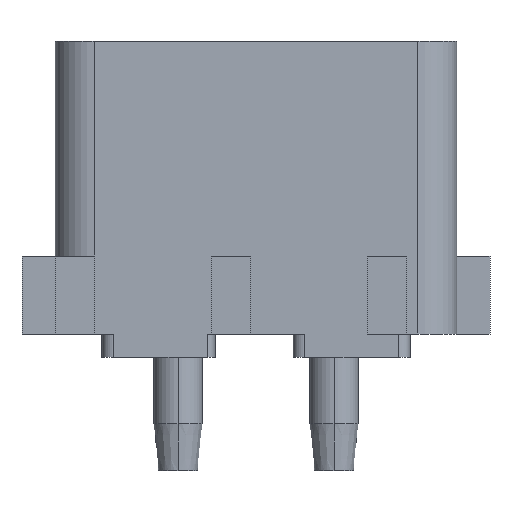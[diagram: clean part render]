
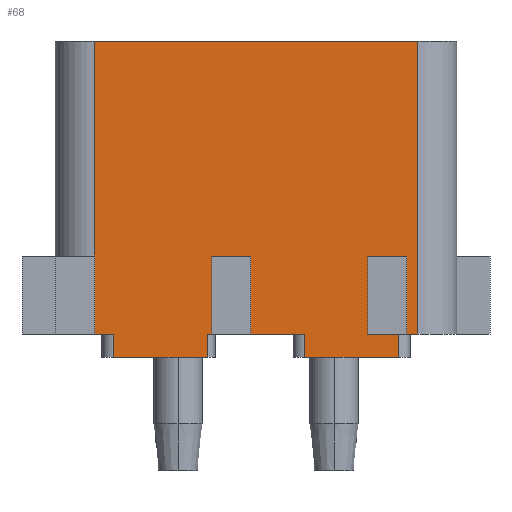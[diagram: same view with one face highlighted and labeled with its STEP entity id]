
A CAD part, front view. The second image highlights one B-rep face of the part: STEP entity #68.
In plain terms, the highlighted planar face has unit normal (0, -1, 0).
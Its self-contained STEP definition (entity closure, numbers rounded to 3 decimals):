
#68=ADVANCED_FACE('',(#214),#215,.T.);
#214=FACE_OUTER_BOUND('',#468,.T.);
#215=PLANE('',#469);
#468=EDGE_LOOP('',(#1033,#1034,#1035,#1036,#1037,#1038,#1039,#1040,#1041,#1042,#1043,#1044,#1045,#1046,#1047,#1048,#1049,#1050,#1051,#1052,#1053,#1054));
#469=AXIS2_PLACEMENT_3D('',#1055,#1056,#1057);
#1033=ORIENTED_EDGE('',*,*,#1882,.F.);
#1034=ORIENTED_EDGE('',*,*,#1833,.T.);
#1035=ORIENTED_EDGE('',*,*,#1883,.T.);
#1036=ORIENTED_EDGE('',*,*,#1867,.F.);
#1037=ORIENTED_EDGE('',*,*,#1884,.F.);
#1038=ORIENTED_EDGE('',*,*,#1789,.T.);
#1039=ORIENTED_EDGE('',*,*,#1814,.T.);
#1040=ORIENTED_EDGE('',*,*,#1825,.T.);
#1041=ORIENTED_EDGE('',*,*,#1885,.T.);
#1042=ORIENTED_EDGE('',*,*,#1846,.F.);
#1043=ORIENTED_EDGE('',*,*,#1886,.T.);
#1044=ORIENTED_EDGE('',*,*,#1887,.F.);
#1045=ORIENTED_EDGE('',*,*,#1888,.F.);
#1046=ORIENTED_EDGE('',*,*,#1842,.F.);
#1047=ORIENTED_EDGE('',*,*,#1889,.F.);
#1048=ORIENTED_EDGE('',*,*,#1829,.T.);
#1049=ORIENTED_EDGE('',*,*,#1890,.T.);
#1050=ORIENTED_EDGE('',*,*,#1838,.F.);
#1051=ORIENTED_EDGE('',*,*,#1881,.T.);
#1052=ORIENTED_EDGE('',*,*,#1891,.F.);
#1053=ORIENTED_EDGE('',*,*,#1877,.F.);
#1054=ORIENTED_EDGE('',*,*,#1871,.F.);
#1055=CARTESIAN_POINT('',(-5.271,-4.191,0.0));
#1056=DIRECTION('',(0.0,-1.0,0.0));
#1057=DIRECTION('',(0.0,0.0,-1.0));
#1789=EDGE_CURVE('',#2122,#2120,#2123,.T.);
#1814=EDGE_CURVE('',#2120,#2169,#2170,.T.);
#1825=EDGE_CURVE('',#2169,#2187,#2189,.T.);
#1829=EDGE_CURVE('',#2191,#2195,#2197,.T.);
#1833=EDGE_CURVE('',#2199,#2203,#2205,.T.);
#1838=EDGE_CURVE('',#2210,#2212,#2213,.T.);
#1842=EDGE_CURVE('',#2218,#2220,#2221,.T.);
#1846=EDGE_CURVE('',#2224,#2226,#2227,.T.);
#1867=EDGE_CURVE('',#2260,#2262,#2263,.T.);
#1871=EDGE_CURVE('',#2268,#2270,#2271,.T.);
#1877=EDGE_CURVE('',#2270,#2281,#2282,.T.);
#1881=EDGE_CURVE('',#2210,#2285,#2287,.T.);
#1882=EDGE_CURVE('',#2199,#2268,#2288,.T.);
#1883=EDGE_CURVE('',#2203,#2262,#2289,.T.);
#1884=EDGE_CURVE('',#2122,#2260,#2290,.T.);
#1885=EDGE_CURVE('',#2187,#2226,#2291,.T.);
#1886=EDGE_CURVE('',#2224,#2292,#2293,.T.);
#1887=EDGE_CURVE('',#2294,#2292,#2295,.T.);
#1888=EDGE_CURVE('',#2220,#2294,#2296,.T.);
#1889=EDGE_CURVE('',#2191,#2218,#2297,.T.);
#1890=EDGE_CURVE('',#2195,#2212,#2298,.T.);
#1891=EDGE_CURVE('',#2281,#2285,#2299,.T.);
#2120=VERTEX_POINT('',#2629);
#2122=VERTEX_POINT('',#2631);
#2123=LINE('',#2632,#2633);
#2169=VERTEX_POINT('',#2699);
#2170=LINE('',#2700,#2701);
#2187=VERTEX_POINT('',#2726);
#2189=LINE('',#2729,#2730);
#2191=VERTEX_POINT('',#2732);
#2195=VERTEX_POINT('',#2738);
#2197=LINE('',#2741,#2742);
#2199=VERTEX_POINT('',#2744);
#2203=VERTEX_POINT('',#2750);
#2205=LINE('',#2753,#2754);
#2210=VERTEX_POINT('',#2762);
#2212=VERTEX_POINT('',#2764);
#2213=LINE('',#2765,#2766);
#2218=VERTEX_POINT('',#2773);
#2220=VERTEX_POINT('',#2776);
#2221=LINE('',#2777,#2778);
#2224=VERTEX_POINT('',#2782);
#2226=VERTEX_POINT('',#2784);
#2227=LINE('',#2785,#2786);
#2260=VERTEX_POINT('',#2833);
#2262=VERTEX_POINT('',#2835);
#2263=LINE('',#2836,#2837);
#2268=VERTEX_POINT('',#2844);
#2270=VERTEX_POINT('',#2847);
#2271=LINE('',#2848,#2849);
#2281=VERTEX_POINT('',#2859);
#2282=LINE('',#2860,#2861);
#2285=VERTEX_POINT('',#2865);
#2287=LINE('',#2867,#2868);
#2288=LINE('',#2869,#2870);
#2289=LINE('',#2871,#2872);
#2290=LINE('',#2873,#2874);
#2291=LINE('',#2875,#2876);
#2292=VERTEX_POINT('',#2877);
#2293=LINE('',#2878,#2879);
#2294=VERTEX_POINT('',#2880);
#2295=LINE('',#2881,#2882);
#2296=LINE('',#2883,#2884);
#2297=LINE('',#2885,#2886);
#2298=LINE('',#2887,#2888);
#2299=LINE('',#2889,#2890);
#2629=CARTESIAN_POINT('',(-5.271,-4.191,0.0));
#2631=CARTESIAN_POINT('',(5.271,-4.191,0.0));
#2632=CARTESIAN_POINT('',(5.271,-4.191,0.0));
#2633=VECTOR('',#3303,10.541);
#2699=CARTESIAN_POINT('',(-5.271,-4.191,-6.985));
#2700=CARTESIAN_POINT('',(-5.271,-4.191,0.0));
#2701=VECTOR('',#3336,6.985);
#2726=CARTESIAN_POINT('',(-5.251,-4.191,-6.985));
#2729=CARTESIAN_POINT('',(-5.271,-4.191,-6.985));
#2730=VECTOR('',#3349,0.019);
#2732=CARTESIAN_POINT('',(-1.441,-4.191,-6.985));
#2738=CARTESIAN_POINT('',(-0.171,-4.191,-6.985));
#2741=CARTESIAN_POINT('',(-1.441,-4.191,-6.985));
#2742=VECTOR('',#3353,1.27);
#2744=CARTESIAN_POINT('',(3.639,-4.191,-6.985));
#2750=CARTESIAN_POINT('',(4.909,-4.191,-6.985));
#2753=CARTESIAN_POINT('',(3.639,-4.191,-6.985));
#2754=VECTOR('',#3357,1.27);
#2762=CARTESIAN_POINT('',(1.588,-4.191,-9.525));
#2764=CARTESIAN_POINT('',(-0.171,-4.191,-9.525));
#2765=CARTESIAN_POINT('',(1.588,-4.191,-9.525));
#2766=VECTOR('',#3364,1.759);
#2773=CARTESIAN_POINT('',(-1.441,-4.191,-9.525));
#2776=CARTESIAN_POINT('',(-1.588,-4.191,-9.525));
#2777=CARTESIAN_POINT('',(-1.441,-4.191,-9.525));
#2778=VECTOR('',#3368,0.146);
#2782=CARTESIAN_POINT('',(-4.636,-4.191,-9.525));
#2784=CARTESIAN_POINT('',(-5.251,-4.191,-9.525));
#2785=CARTESIAN_POINT('',(-4.636,-4.191,-9.525));
#2786=VECTOR('',#3376,0.616);
#2833=CARTESIAN_POINT('',(5.271,-4.191,-9.525));
#2835=CARTESIAN_POINT('',(4.909,-4.191,-9.525));
#2836=CARTESIAN_POINT('',(5.271,-4.191,-9.525));
#2837=VECTOR('',#3409,0.362);
#2844=CARTESIAN_POINT('',(3.639,-4.191,-9.525));
#2847=CARTESIAN_POINT('',(4.636,-4.191,-9.525));
#2848=CARTESIAN_POINT('',(3.639,-4.191,-9.525));
#2849=VECTOR('',#3413,0.997);
#2859=CARTESIAN_POINT('',(4.636,-4.191,-10.287));
#2860=CARTESIAN_POINT('',(4.636,-4.191,-9.525));
#2861=VECTOR('',#3429,0.762);
#2865=CARTESIAN_POINT('',(1.588,-4.191,-10.287));
#2867=CARTESIAN_POINT('',(1.588,-4.191,-9.525));
#2868=VECTOR('',#3437,0.762);
#2869=CARTESIAN_POINT('',(3.639,-4.191,-6.985));
#2870=VECTOR('',#3438,2.54);
#2871=CARTESIAN_POINT('',(4.909,-4.191,-6.985));
#2872=VECTOR('',#3439,2.54);
#2873=CARTESIAN_POINT('',(5.271,-4.191,0.0));
#2874=VECTOR('',#3440,9.525);
#2875=CARTESIAN_POINT('',(-5.251,-4.191,-6.985));
#2876=VECTOR('',#3441,2.54);
#2877=CARTESIAN_POINT('',(-4.636,-4.191,-10.287));
#2878=CARTESIAN_POINT('',(-4.636,-4.191,-9.525));
#2879=VECTOR('',#3442,0.762);
#2880=CARTESIAN_POINT('',(-1.588,-4.191,-10.287));
#2881=CARTESIAN_POINT('',(-1.588,-4.191,-10.287));
#2882=VECTOR('',#3443,3.048);
#2883=CARTESIAN_POINT('',(-1.588,-4.191,-9.525));
#2884=VECTOR('',#3444,0.762);
#2885=CARTESIAN_POINT('',(-1.441,-4.191,-6.985));
#2886=VECTOR('',#3445,2.54);
#2887=CARTESIAN_POINT('',(-0.171,-4.191,-6.985));
#2888=VECTOR('',#3446,2.54);
#2889=CARTESIAN_POINT('',(4.636,-4.191,-10.287));
#2890=VECTOR('',#3447,3.048);
#3303=DIRECTION('',(-1.0,0.0,0.0));
#3336=DIRECTION('',(0.0,0.0,-1.0));
#3349=DIRECTION('',(1.0,0.0,0.0));
#3353=DIRECTION('',(1.0,0.0,0.0));
#3357=DIRECTION('',(1.0,0.0,0.0));
#3364=DIRECTION('',(-1.0,0.0,0.0));
#3368=DIRECTION('',(-1.0,0.0,0.0));
#3376=DIRECTION('',(-1.0,0.0,0.0));
#3409=DIRECTION('',(-1.0,0.0,0.0));
#3413=DIRECTION('',(1.0,0.0,0.0));
#3429=DIRECTION('',(0.0,0.0,-1.0));
#3437=DIRECTION('',(0.0,0.0,-1.0));
#3438=DIRECTION('',(0.0,0.0,-1.0));
#3439=DIRECTION('',(0.0,0.0,-1.0));
#3440=DIRECTION('',(0.0,0.0,-1.0));
#3441=DIRECTION('',(0.0,0.0,-1.0));
#3442=DIRECTION('',(0.0,0.0,-1.0));
#3443=DIRECTION('',(-1.0,0.0,0.0));
#3444=DIRECTION('',(0.0,0.0,-1.0));
#3445=DIRECTION('',(0.0,0.0,-1.0));
#3446=DIRECTION('',(0.0,0.0,-1.0));
#3447=DIRECTION('',(-1.0,0.0,0.0));
